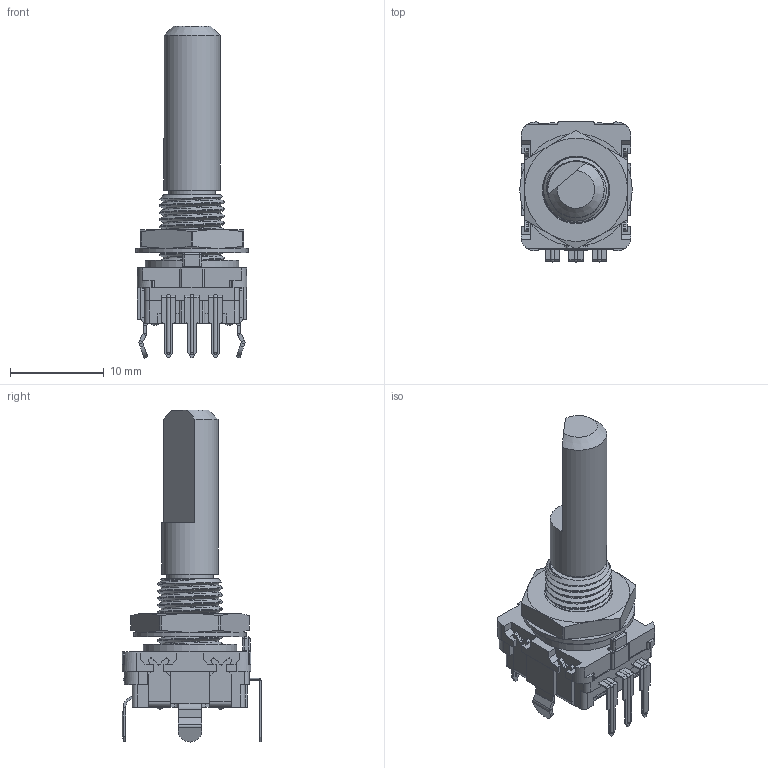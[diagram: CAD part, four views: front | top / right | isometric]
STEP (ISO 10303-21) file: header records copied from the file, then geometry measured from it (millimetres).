
FILE_DESCRIPTION(('STEP AP214'), '1');
FILE_NAME('EC11B-SW-Vert-F', '', ('UNSPECIFIED'), ('UNSPECIFIED'), 'ASCON STEP Converter 1.6', 'ASCON Math Kernel', '');
FILE_SCHEMA(('AUTOMOTIVE_DESIGN { 1 0 10303 214 3 1 1}'));
Length unit declared in the file: millimetre
Assembly tree (3 placements, depth 2):
  (unnamed)
    (unnamed)
    (unnamed)
    (unnamed)
Bounding box: 12 x 14.93 x 35.4 mm (x, y, z)
Volume: 1733 mm3; surface area: 2692.2 mm2
Topology: 11 solids, 11 shells, 621 faces, 1648 edges, 1040 vertices
Faces by surface type: plane 401, cylinder 150, sphere 26, torus 18, cone 16, bspline 10
Full cylindrical faces by diameter (mm): 5 x2, 6 x1, 7.2 x1, 10 x1, 12 x1
Entity records: 34731 total; most frequent: CARTESIAN_POINT 14243, ORIENTED_EDGE 3190, DIRECTION 3110, EDGE_CURVE 1595, LINE 1166, VECTOR 1166, VERTEX_POINT 1028, AXIS2_PLACEMENT_3D 972
